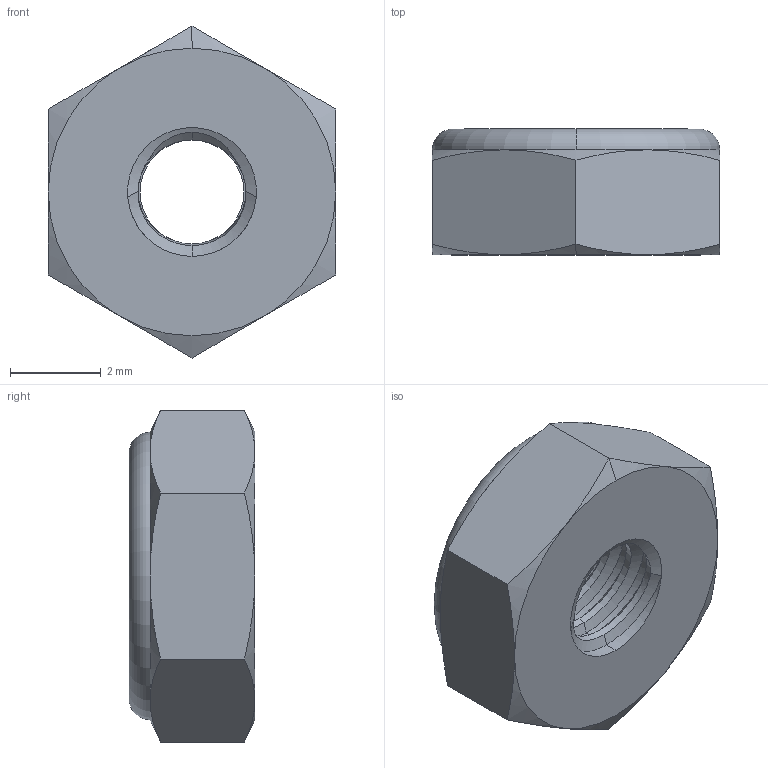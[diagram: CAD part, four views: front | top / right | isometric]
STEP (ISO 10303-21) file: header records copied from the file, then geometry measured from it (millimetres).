
FILE_DESCRIPTION (( 'STEP AP203' ), '1' );
FILE_NAME ('C006-311_90101A004_sldprt.STEP', '2016-06-02T17:06:55', ( 'Shusen Zhang' ), ( 'MathWorks' ), 'SwSTEP 2.0', 'SolidWorks 2015', '' );
FILE_SCHEMA (( 'CONFIG_CONTROL_DESIGN' ));
Length unit declared in the file: inch
Products named in the file (1): C006-311_90101A004_sldprt
Bounding box: 6.35 x 2.78 x 7.33 mm (x, y, z)
Volume: 74.8 mm3; surface area: 227 mm2
Topology: 2 solids, 2 shells, 70 faces, 151 edges, 87 vertices
Faces by surface type: cone 32, cylinder 20, plane 12, torus 6
Entity records: 2323 total; most frequent: CARTESIAN_POINT 789, ORIENTED_EDGE 302, DIRECTION 301, EDGE_CURVE 151, AXIS2_PLACEMENT_3D 131, VERTEX_POINT 87, EDGE_LOOP 76, FACE_OUTER_BOUND 70
